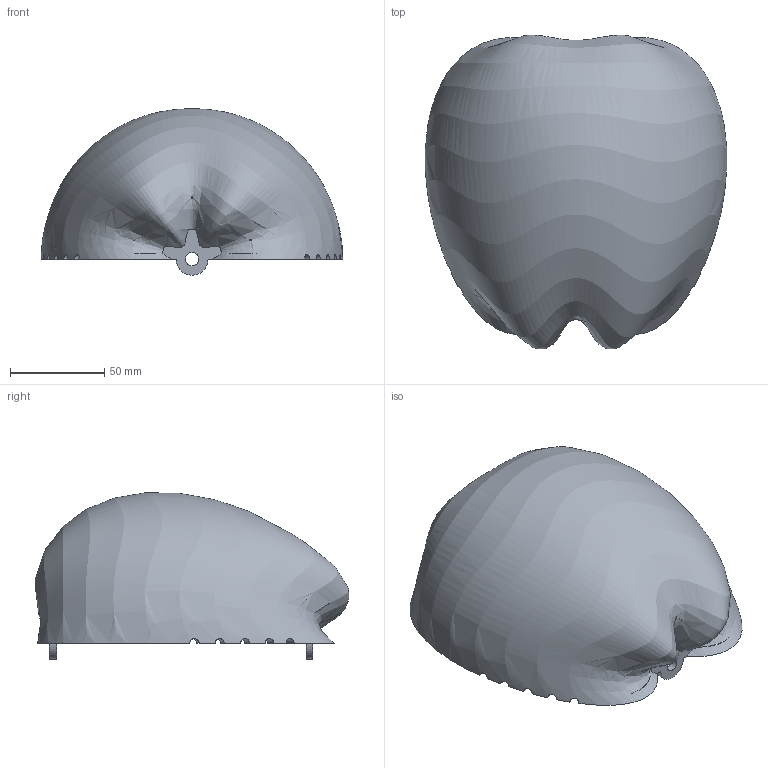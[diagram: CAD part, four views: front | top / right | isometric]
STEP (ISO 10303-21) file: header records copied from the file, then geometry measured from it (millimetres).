
FILE_DESCRIPTION (( 'STEP AP214' ), '1' );
FILE_NAME ('Tresnja_D.STEP', '2022-09-02T08:44:48', ( '' ), ( '' ), 'SwSTEP 2.0', 'SolidWorks 2020', '' );
FILE_SCHEMA (( 'AUTOMOTIVE_DESIGN' ));
Length unit declared in the file: millimetre
Products named in the file (1): Tresnja_D
Bounding box: 160.03 x 166.49 x 88.3 mm (x, y, z)
Volume: 309586.3 mm3; surface area: 87559.7 mm2
Topology: 1 solids, 1 shells, 60 faces, 180 edges, 120 vertices
Faces by surface type: cylinder 27, plane 25, bspline 6, torus 2
Entity records: 7395 total; most frequent: CARTESIAN_POINT 5875, ORIENTED_EDGE 360, DIRECTION 226, EDGE_CURVE 180, VERTEX_POINT 120, B_SPLINE_CURVE_WITH_KNOTS 92, AXIS2_PLACEMENT_3D 83, EDGE_LOOP 72
